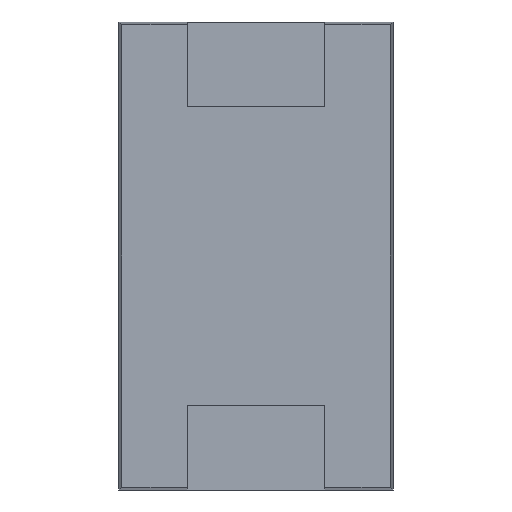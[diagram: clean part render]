
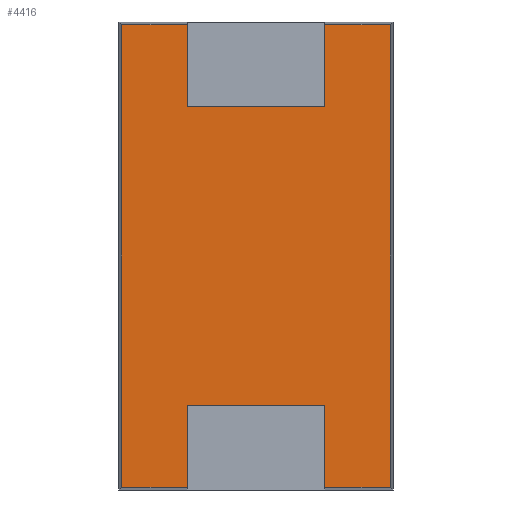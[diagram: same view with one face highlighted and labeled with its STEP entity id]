
A CAD part, front view. The second image highlights one B-rep face of the part: STEP entity #4416.
In plain terms, the highlighted planar face has unit normal (0, -1, 0).
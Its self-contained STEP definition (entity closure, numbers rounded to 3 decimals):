
#56 = CARTESIAN_POINT ( 'NONE',  ( -1.1, -1.375, -2.4 ) ) ;
#153 = VECTOR ( 'NONE', #4510, 1000. ) ;
#251 = ORIENTED_EDGE ( 'NONE', *, *, #3518, .F. ) ;
#314 = AXIS2_PLACEMENT_3D ( 'NONE', #1231, #3783, #2519 ) ;
#355 = LINE ( 'NONE', #2071, #3142 ) ;
#486 = VERTEX_POINT ( 'NONE', #4480 ) ;
#537 = LINE ( 'NONE', #4017, #2233 ) ;
#605 = VECTOR ( 'NONE', #3819, 1000. ) ;
#710 = ORIENTED_EDGE ( 'NONE', *, *, #5208, .T. ) ;
#875 = LINE ( 'NONE', #2105, #605 ) ;
#880 = EDGE_CURVE ( 'NONE', #486, #1895, #1553, .T. ) ;
#911 = CARTESIAN_POINT ( 'NONE',  ( -2.152, -1.375, 3.702 ) ) ;
#1012 = EDGE_CURVE ( 'NONE', #4524, #5166, #875, .T. ) ;
#1051 = CARTESIAN_POINT ( 'NONE',  ( -2.152, -1.375, -3.702 ) ) ;
#1128 = CARTESIAN_POINT ( 'NONE',  ( 2.152, -1.375, -3.702 ) ) ;
#1187 = CARTESIAN_POINT ( 'NONE',  ( 1.1, -1.375, 3.702 ) ) ;
#1203 = EDGE_CURVE ( 'NONE', #3967, #4775, #355, .T. ) ;
#1216 = CARTESIAN_POINT ( 'NONE',  ( 1.1, -1.375, 0. ) ) ;
#1231 = CARTESIAN_POINT ( 'NONE',  ( 0., -1.375, 0. ) ) ;
#1240 = VERTEX_POINT ( 'NONE', #3412 ) ;
#1346 = ORIENTED_EDGE ( 'NONE', *, *, #1203, .T. ) ;
#1474 = LINE ( 'NONE', #2769, #153 ) ;
#1528 = EDGE_CURVE ( 'NONE', #3319, #3967, #2339, .T. ) ;
#1540 = CARTESIAN_POINT ( 'NONE',  ( -1.1, -1.375, 2.4 ) ) ;
#1553 = LINE ( 'NONE', #1941, #2760 ) ;
#1576 = DIRECTION ( 'NONE',  ( 0., 0., -1. ) ) ;
#1625 = EDGE_CURVE ( 'NONE', #4524, #5286, #2390, .T. ) ;
#1641 = ORIENTED_EDGE ( 'NONE', *, *, #1528, .T. ) ;
#1714 = DIRECTION ( 'NONE',  ( 0., 0., -1. ) ) ;
#1739 = CARTESIAN_POINT ( 'NONE',  ( 1.1, -1.375, 0. ) ) ;
#1865 = EDGE_CURVE ( 'NONE', #5201, #4775, #537, .T. ) ;
#1895 = VERTEX_POINT ( 'NONE', #1128 ) ;
#1904 = CARTESIAN_POINT ( 'NONE',  ( 0., -1.375, 2.4 ) ) ;
#1941 = CARTESIAN_POINT ( 'NONE',  ( 2.152, -1.375, 0. ) ) ;
#2071 = CARTESIAN_POINT ( 'NONE',  ( -1.1, -1.375, 0. ) ) ;
#2105 = CARTESIAN_POINT ( 'NONE',  ( -1.1, -1.375, 0. ) ) ;
#2232 = DIRECTION ( 'NONE',  ( 1., 0., 0. ) ) ;
#2233 = VECTOR ( 'NONE', #4967, 1000. ) ;
#2258 = CARTESIAN_POINT ( 'NONE',  ( -1.1, -1.375, -3.702 ) ) ;
#2339 = LINE ( 'NONE', #1904, #4329 ) ;
#2342 = CARTESIAN_POINT ( 'NONE',  ( 0., -1.375, -3.702 ) ) ;
#2390 = LINE ( 'NONE', #3596, #3416 ) ;
#2421 = VERTEX_POINT ( 'NONE', #1187 ) ;
#2519 = DIRECTION ( 'NONE',  ( 0., 0., 1. ) ) ;
#2586 = DIRECTION ( 'NONE',  ( 0., 0., 1. ) ) ;
#2619 = ORIENTED_EDGE ( 'NONE', *, *, #880, .F. ) ;
#2622 = VECTOR ( 'NONE', #1714, 1000. ) ;
#2661 = ORIENTED_EDGE ( 'NONE', *, *, #3462, .F. ) ;
#2702 = LINE ( 'NONE', #2342, #2810 ) ;
#2758 = VECTOR ( 'NONE', #2943, 1000. ) ;
#2760 = VECTOR ( 'NONE', #1576, 1000. ) ;
#2762 = DIRECTION ( 'NONE',  ( -1., 0., 0. ) ) ;
#2769 = CARTESIAN_POINT ( 'NONE',  ( 0., -1.375, 3.702 ) ) ;
#2805 = CARTESIAN_POINT ( 'NONE',  ( 1.1, -1.375, -3.702 ) ) ;
#2810 = VECTOR ( 'NONE', #4075, 1000. ) ;
#2908 = CARTESIAN_POINT ( 'NONE',  ( 1.1, -1.375, 2.4 ) ) ;
#2931 = ORIENTED_EDGE ( 'NONE', *, *, #1865, .F. ) ;
#2943 = DIRECTION ( 'NONE',  ( 0., 0., -1. ) ) ;
#3142 = VECTOR ( 'NONE', #3811, 1000. ) ;
#3225 = VECTOR ( 'NONE', #2232, 1000. ) ;
#3319 = VERTEX_POINT ( 'NONE', #2908 ) ;
#3321 = LINE ( 'NONE', #1216, #2758 ) ;
#3412 = CARTESIAN_POINT ( 'NONE',  ( 1.1, -1.375, -2.4 ) ) ;
#3416 = VECTOR ( 'NONE', #2762, 1000. ) ;
#3443 = EDGE_CURVE ( 'NONE', #2421, #3319, #5305, .T. ) ;
#3462 = EDGE_CURVE ( 'NONE', #5286, #5201, #4791, .T. ) ;
#3518 = EDGE_CURVE ( 'NONE', #1895, #4265, #2702, .T. ) ;
#3567 = EDGE_LOOP ( 'NONE', ( #5006, #3809, #710, #3878, #251, #2619, #4367, #4903, #1641, #1346, #2931, #2661 ) ) ;
#3596 = CARTESIAN_POINT ( 'NONE',  ( 0., -1.375, -3.702 ) ) ;
#3783 = DIRECTION ( 'NONE',  ( 0., 1., 0. ) ) ;
#3809 = ORIENTED_EDGE ( 'NONE', *, *, #1012, .T. ) ;
#3811 = DIRECTION ( 'NONE',  ( 0., 0., 1. ) ) ;
#3819 = DIRECTION ( 'NONE',  ( 0., 0., 1. ) ) ;
#3878 = ORIENTED_EDGE ( 'NONE', *, *, #5099, .T. ) ;
#3967 = VERTEX_POINT ( 'NONE', #1540 ) ;
#3989 = CARTESIAN_POINT ( 'NONE',  ( -1.1, -1.375, 3.702 ) ) ;
#4017 = CARTESIAN_POINT ( 'NONE',  ( 0., -1.375, 3.702 ) ) ;
#4075 = DIRECTION ( 'NONE',  ( -1., 0., 0. ) ) ;
#4089 = VECTOR ( 'NONE', #2586, 1000. ) ;
#4265 = VERTEX_POINT ( 'NONE', #2805 ) ;
#4310 = CARTESIAN_POINT ( 'NONE',  ( -2.152, -1.375, 0. ) ) ;
#4329 = VECTOR ( 'NONE', #5387, 1000. ) ;
#4367 = ORIENTED_EDGE ( 'NONE', *, *, #5294, .F. ) ;
#4416 = ADVANCED_FACE ( 'NONE', ( #5580 ), #5124, .F. ) ;
#4480 = CARTESIAN_POINT ( 'NONE',  ( 2.152, -1.375, 3.702 ) ) ;
#4510 = DIRECTION ( 'NONE',  ( 1., 0., 0. ) ) ;
#4524 = VERTEX_POINT ( 'NONE', #2258 ) ;
#4768 = CARTESIAN_POINT ( 'NONE',  ( 0., -1.375, -2.4 ) ) ;
#4775 = VERTEX_POINT ( 'NONE', #3989 ) ;
#4791 = LINE ( 'NONE', #4310, #4089 ) ;
#4850 = LINE ( 'NONE', #4768, #3225 ) ;
#4903 = ORIENTED_EDGE ( 'NONE', *, *, #3443, .T. ) ;
#4967 = DIRECTION ( 'NONE',  ( 1., 0., 0. ) ) ;
#5006 = ORIENTED_EDGE ( 'NONE', *, *, #1625, .F. ) ;
#5099 = EDGE_CURVE ( 'NONE', #1240, #4265, #3321, .T. ) ;
#5124 = PLANE ( 'NONE',  #314 ) ;
#5166 = VERTEX_POINT ( 'NONE', #56 ) ;
#5201 = VERTEX_POINT ( 'NONE', #911 ) ;
#5208 = EDGE_CURVE ( 'NONE', #5166, #1240, #4850, .T. ) ;
#5286 = VERTEX_POINT ( 'NONE', #1051 ) ;
#5294 = EDGE_CURVE ( 'NONE', #2421, #486, #1474, .T. ) ;
#5305 = LINE ( 'NONE', #1739, #2622 ) ;
#5387 = DIRECTION ( 'NONE',  ( -1., 0., 0. ) ) ;
#5580 = FACE_OUTER_BOUND ( 'NONE', #3567, .T. ) ;
